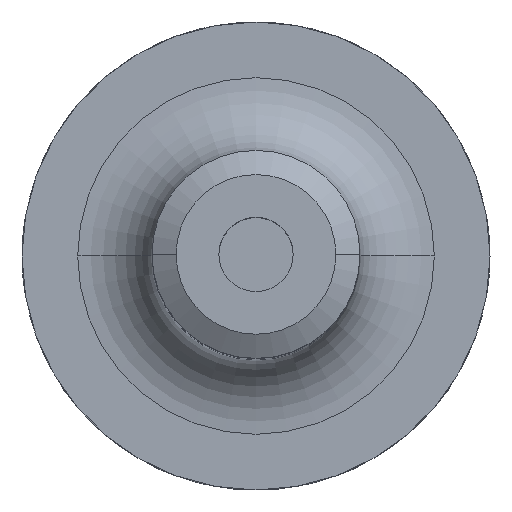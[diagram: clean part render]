
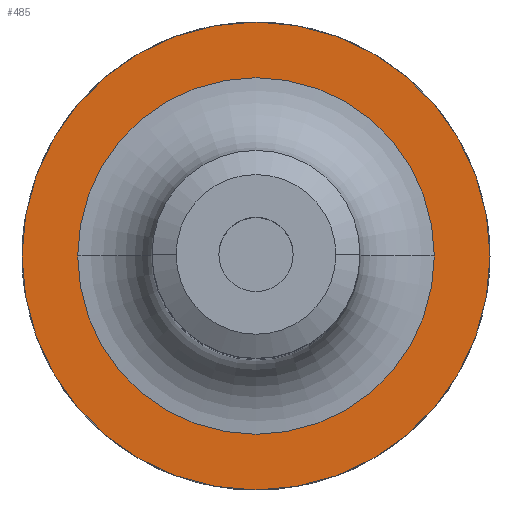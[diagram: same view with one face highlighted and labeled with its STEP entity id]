
A CAD part, top view. The second image highlights one B-rep face of the part: STEP entity #485.
In plain terms, the highlighted planar face has unit normal (0, 0, 1).
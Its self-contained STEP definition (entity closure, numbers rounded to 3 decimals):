
#18 = CARTESIAN_POINT ( 'NONE',  ( -24., 0., 27. ) ) ;
#37 = CIRCLE ( 'NONE', #1186, 24. ) ;
#45 = CIRCLE ( 'NONE', #283, 31.5 ) ;
#166 = CARTESIAN_POINT ( 'NONE',  ( 0., 0., 27. ) ) ;
#220 = EDGE_LOOP ( 'NONE', ( #1367, #1795 ) ) ;
#253 = EDGE_CURVE ( 'NONE', #1134, #1055, #1484, .T. ) ;
#258 = CIRCLE ( 'NONE', #939, 31.5 ) ;
#283 = AXIS2_PLACEMENT_3D ( 'NONE', #166, #1688, #868 ) ;
#315 = CARTESIAN_POINT ( 'NONE',  ( 24., 0., 27. ) ) ;
#347 = VERTEX_POINT ( 'NONE', #1850 ) ;
#368 = EDGE_CURVE ( 'NONE', #1572, #347, #45, .T. ) ;
#428 = AXIS2_PLACEMENT_3D ( 'NONE', #1116, #1124, #1167 ) ;
#446 = DIRECTION ( 'NONE',  ( -1., 0., 0. ) ) ;
#485 = ADVANCED_FACE ( 'NONE', ( #613, #1844 ), #729, .F. ) ;
#550 = DIRECTION ( 'NONE',  ( -1., 0., 0. ) ) ;
#571 = AXIS2_PLACEMENT_3D ( 'NONE', #698, #1132, #550 ) ;
#613 = FACE_BOUND ( 'NONE', #1492, .T. ) ;
#698 = CARTESIAN_POINT ( 'NONE',  ( 0., 0., 27. ) ) ;
#729 = PLANE ( 'NONE',  #571 ) ;
#791 = CARTESIAN_POINT ( 'NONE',  ( 31.5, 0., 27. ) ) ;
#833 = EDGE_CURVE ( 'NONE', #1055, #1134, #37, .T. ) ;
#868 = DIRECTION ( 'NONE',  ( -1., 0., 0. ) ) ;
#939 = AXIS2_PLACEMENT_3D ( 'NONE', #1364, #1597, #446 ) ;
#1055 = VERTEX_POINT ( 'NONE', #18 ) ;
#1116 = CARTESIAN_POINT ( 'NONE',  ( 0., 0., 27. ) ) ;
#1124 = DIRECTION ( 'NONE',  ( 0., 0., -1. ) ) ;
#1132 = DIRECTION ( 'NONE',  ( 0., 0., -1. ) ) ;
#1134 = VERTEX_POINT ( 'NONE', #315 ) ;
#1167 = DIRECTION ( 'NONE',  ( -1., 0., 0. ) ) ;
#1186 = AXIS2_PLACEMENT_3D ( 'NONE', #1421, #1241, #1845 ) ;
#1241 = DIRECTION ( 'NONE',  ( 0., 0., -1. ) ) ;
#1274 = ORIENTED_EDGE ( 'NONE', *, *, #833, .T. ) ;
#1316 = ORIENTED_EDGE ( 'NONE', *, *, #253, .T. ) ;
#1364 = CARTESIAN_POINT ( 'NONE',  ( 0., 0., 27. ) ) ;
#1367 = ORIENTED_EDGE ( 'NONE', *, *, #1530, .F. ) ;
#1421 = CARTESIAN_POINT ( 'NONE',  ( 0., 0., 27. ) ) ;
#1484 = CIRCLE ( 'NONE', #428, 24. ) ;
#1492 = EDGE_LOOP ( 'NONE', ( #1274, #1316 ) ) ;
#1530 = EDGE_CURVE ( 'NONE', #347, #1572, #258, .T. ) ;
#1572 = VERTEX_POINT ( 'NONE', #791 ) ;
#1597 = DIRECTION ( 'NONE',  ( 0., 0., -1. ) ) ;
#1688 = DIRECTION ( 'NONE',  ( 0., 0., -1. ) ) ;
#1795 = ORIENTED_EDGE ( 'NONE', *, *, #368, .F. ) ;
#1844 = FACE_OUTER_BOUND ( 'NONE', #220, .T. ) ;
#1845 = DIRECTION ( 'NONE',  ( -1., 0., 0. ) ) ;
#1850 = CARTESIAN_POINT ( 'NONE',  ( -31.5, 0., 27. ) ) ;
